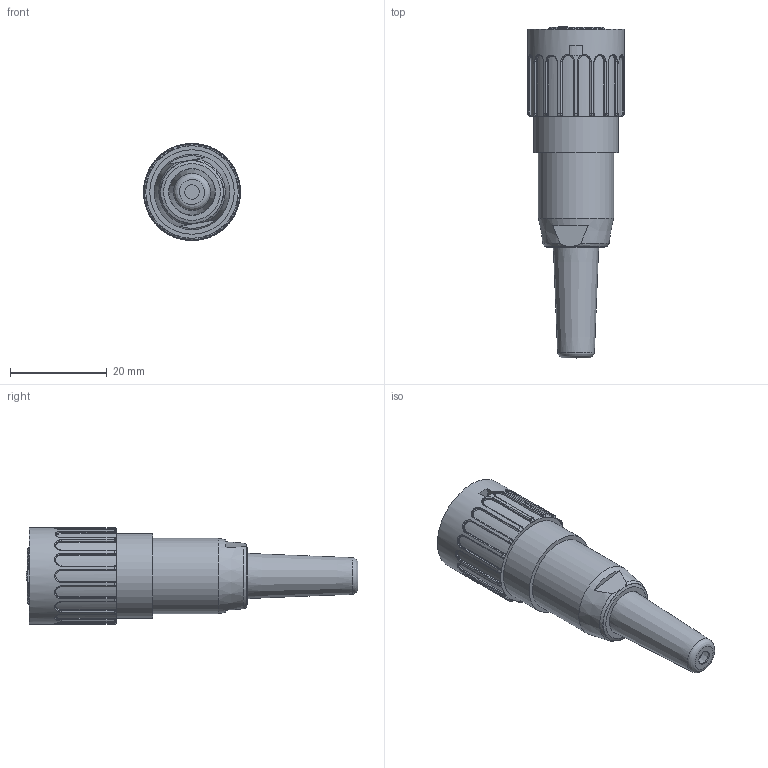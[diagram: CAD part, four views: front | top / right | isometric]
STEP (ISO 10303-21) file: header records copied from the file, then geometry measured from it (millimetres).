
FILE_DESCRIPTION(/* description */ (''),/* implementation_level */ '2;1');
FILE_NAME(/* name */ 't 3425 501 unxc001-01.stp',/* time_stamp */ '2019-07-08T17:05:48+02:00',/* author */ (''),/* organization */ (''),/* preprocessor_version */ 'ST-DEVELOPER v16.7',/* originating_system */ 'SIEMENS PLM Software NX 12.0',/* authorisation */ '');
FILE_SCHEMA (('AUTOMOTIVE_DESIGN { 1 0 10303 214 3 1 1 1 }'));
Length unit declared in the file: millimetre
Products named in the file (1): t 3425 501 unxc001-01
Bounding box: 20 x 68.45 x 20 mm (x, y, z)
Volume: 11070.2 mm3; surface area: 4637.1 mm2
Topology: 1 solids, 1 shells, 342 faces, 892 edges, 561 vertices
Faces by surface type: plane 119, cylinder 112, bspline 98, cone 13
Full cylindrical faces by diameter (mm): 3 x1, 9.6 x1, 13 x1, 13.9 x1, 14.1 x1, 15.5 x1, 17.1 x1, 17.4 x1, 20 x1
Entity records: 12850 total; most frequent: CARTESIAN_POINT 5423, ORIENTED_EDGE 1736, DIRECTION 1294, EDGE_CURVE 868, VERTEX_POINT 554, AXIS2_PLACEMENT_3D 492, EDGE_LOOP 372, ADVANCED_FACE 342
